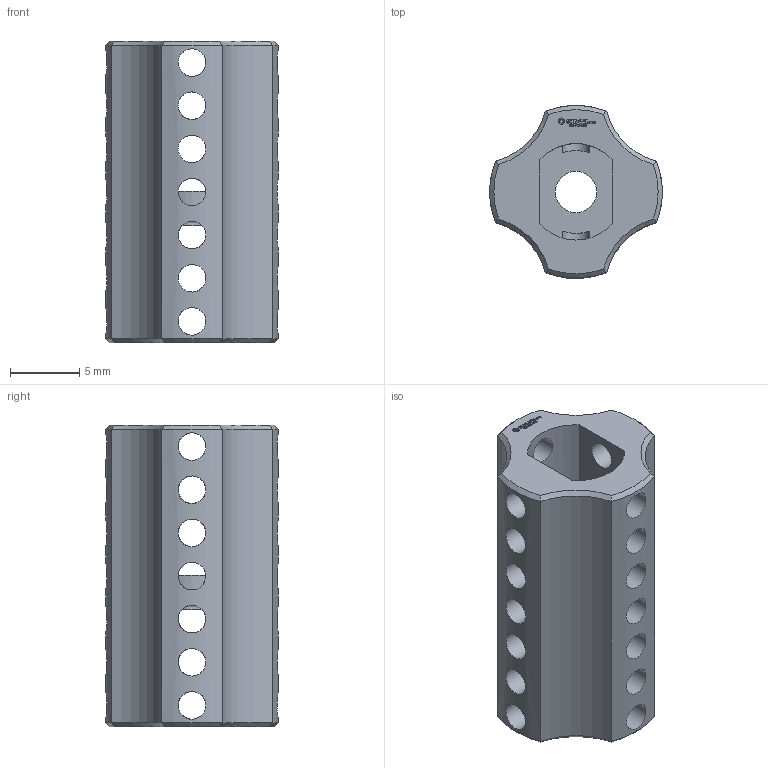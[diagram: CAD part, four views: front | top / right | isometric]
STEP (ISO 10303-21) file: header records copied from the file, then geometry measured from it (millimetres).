
FILE_DESCRIPTION(('FreeCAD Model'),'2;1');
FILE_NAME('Open CASCADE Shape Model','2024-06-16T00:53:39',(''),(''), 'Open CASCADE STEP processor 7.6','FreeCAD','Unknown');
FILE_SCHEMA(('AUTOMOTIVE_DESIGN { 1 0 10303 214 1 1 1 1 }'));
Length unit declared in the file: millimetre
Products named in the file (1): Power-Transmission Hub PLN IDX FXD TTMotor BU01.75 - SPN-PTH-0206 
(stemfie.org)
Bounding box: 12.5 x 12.5 x 21.88 mm (x, y, z)
Volume: 1440.7 mm3; surface area: 1879.4 mm2
Topology: 1 solids, 1 shells, 546 faces, 1565 edges, 1042 vertices
Faces by surface type: plane 311, extrusion 164, cylinder 49, cone 22
Full cylindrical faces by diameter (mm): 2 x28, 3 x1
Entity records: 21256 total; most frequent: CARTESIAN_POINT 7554, ORIENTED_EDGE 3130, DIRECTION 2177, EDGE_CURVE 1565, VECTOR 1205, VERTEX_POINT 1042, LINE 1041, FACE_BOUND 625
